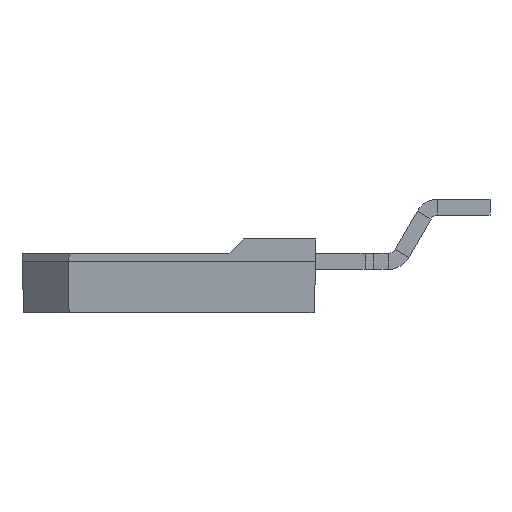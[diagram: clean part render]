
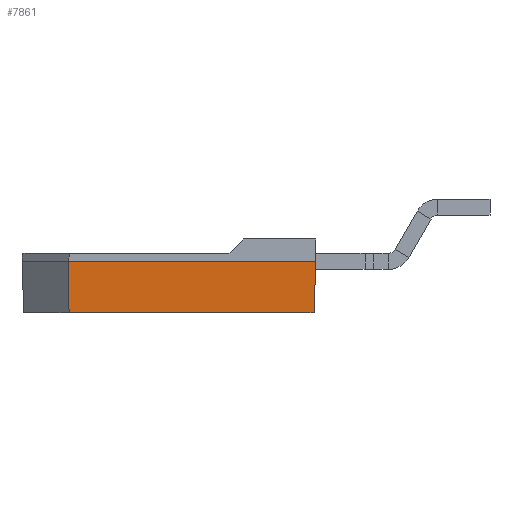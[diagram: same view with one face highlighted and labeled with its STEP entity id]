
A CAD part, left-side view. The second image highlights one B-rep face of the part: STEP entity #7861.
In plain terms, the highlighted planar face has unit normal (-0.999, 0, -0.035).
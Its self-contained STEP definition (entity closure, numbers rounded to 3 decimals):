
#385 = VERTEX_POINT ( 'NONE', #2754 ) ;
#494 = ORIENTED_EDGE ( 'NONE', *, *, #12309, .T. ) ;
#1631 = ORIENTED_EDGE ( 'NONE', *, *, #20365, .F. ) ;
#1726 = CARTESIAN_POINT ( 'NONE',  ( -2.652, 21.101, 0.046 ) ) ;
#2407 = VECTOR ( 'NONE', #9441, 1000. ) ;
#2607 = PLANE ( 'NONE',  #20131 ) ;
#2754 = CARTESIAN_POINT ( 'NONE',  ( -2.65, 4., 0. ) ) ;
#2869 = CARTESIAN_POINT ( 'NONE',  ( -2.526, 21.049, -3.55 ) ) ;
#2993 = CARTESIAN_POINT ( 'NONE',  ( -2.65, 4., 0. ) ) ;
#3242 = CARTESIAN_POINT ( 'NONE',  ( -2.625, 4.025, -0.707 ) ) ;
#3295 = LINE ( 'NONE', #1726, #9133 ) ;
#7227 = VERTEX_POINT ( 'NONE', #7249 ) ;
#7249 = CARTESIAN_POINT ( 'NONE',  ( -2.526, 4.124, -3.55 ) ) ;
#7861 = ADVANCED_FACE ( 'NONE', ( #10936 ), #2607, .T. ) ;
#8160 = DIRECTION ( 'NONE',  ( 0.035, -0.014, -0.999 ) ) ;
#9084 = VECTOR ( 'NONE', #9684, 1000. ) ;
#9131 = ORIENTED_EDGE ( 'NONE', *, *, #10653, .F. ) ;
#9133 = VECTOR ( 'NONE', #8160, 1000. ) ;
#9136 = VERTEX_POINT ( 'NONE', #2869 ) ;
#9279 = DIRECTION ( 'NONE',  ( 0., 1., 0. ) ) ;
#9441 = DIRECTION ( 'NONE',  ( 0., -1., 0. ) ) ;
#9684 = DIRECTION ( 'NONE',  ( 0.035, 0.035, -0.999 ) ) ;
#9849 = VECTOR ( 'NONE', #9279, 1000. ) ;
#10653 = EDGE_CURVE ( 'NONE', #385, #7227, #16539, .T. ) ;
#10936 = FACE_OUTER_BOUND ( 'NONE', #11573, .T. ) ;
#11573 = EDGE_LOOP ( 'NONE', ( #494, #1631, #9131, #19493 ) ) ;
#12309 = EDGE_CURVE ( 'NONE', #14053, #9136, #3295, .T. ) ;
#12957 = CARTESIAN_POINT ( 'NONE',  ( -2.65, 21.1, 0. ) ) ;
#13157 = EDGE_CURVE ( 'NONE', #14053, #385, #17458, .T. ) ;
#14053 = VERTEX_POINT ( 'NONE', #12957 ) ;
#15315 = LINE ( 'NONE', #18591, #9849 ) ;
#16210 = DIRECTION ( 'NONE',  ( 0., 1., 0. ) ) ;
#16539 = LINE ( 'NONE', #3242, #9084 ) ;
#17458 = LINE ( 'NONE', #2993, #2407 ) ;
#18591 = CARTESIAN_POINT ( 'NONE',  ( -2.526, 21.1, -3.55 ) ) ;
#19094 = CARTESIAN_POINT ( 'NONE',  ( -2.65, 24.3, 0. ) ) ;
#19493 = ORIENTED_EDGE ( 'NONE', *, *, #13157, .F. ) ;
#20131 = AXIS2_PLACEMENT_3D ( 'NONE', #19094, #20775, #16210 ) ;
#20365 = EDGE_CURVE ( 'NONE', #7227, #9136, #15315, .T. ) ;
#20775 = DIRECTION ( 'NONE',  ( -0.999, 0., -0.035 ) ) ;
